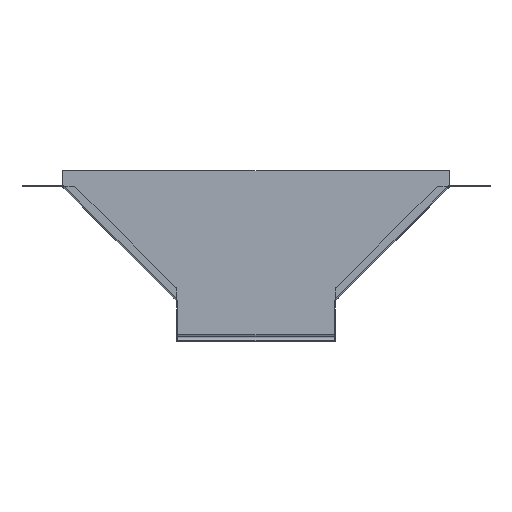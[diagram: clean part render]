
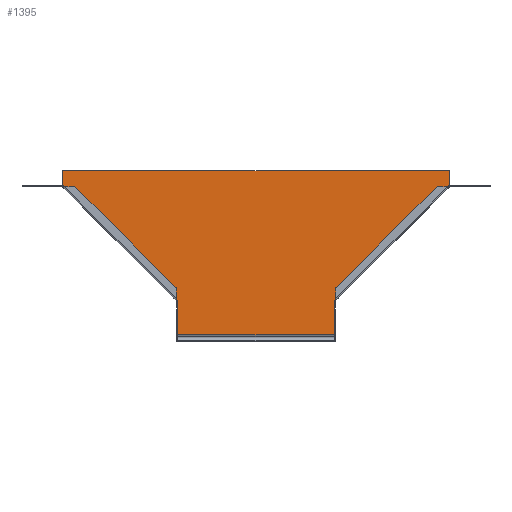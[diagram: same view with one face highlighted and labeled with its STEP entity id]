
A CAD part, front view. The second image highlights one B-rep face of the part: STEP entity #1395.
In plain terms, the highlighted planar face has unit normal (0, -1, 0).
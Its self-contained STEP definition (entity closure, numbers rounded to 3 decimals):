
#103 = EDGE_LOOP ( 'NONE', ( #1005, #2113, #2672, #963, #1450, #2400, #1192, #1125 ) ) ;
#114 = DIRECTION ( 'NONE',  ( 0., 0., -1. ) ) ;
#192 = CARTESIAN_POINT ( 'NONE',  ( 480., -2., 305.169 ) ) ;
#193 = AXIS2_PLACEMENT_3D ( 'NONE', #703, #2726, #602 ) ;
#283 = VECTOR ( 'NONE', #913, 1000. ) ;
#298 = CARTESIAN_POINT ( 'NONE',  ( -480., -2., 340.169 ) ) ;
#324 = VERTEX_POINT ( 'NONE', #1045 ) ;
#365 = CARTESIAN_POINT ( 'NONE',  ( -194., -2., -67.181 ) ) ;
#388 = VECTOR ( 'NONE', #2310, 1000. ) ;
#476 = LINE ( 'NONE', #2854, #1942 ) ;
#517 = EDGE_CURVE ( 'NONE', #2599, #1340, #476, .T. ) ;
#523 = DIRECTION ( 'NONE',  ( 0., 0., 1. ) ) ;
#532 = LINE ( 'NONE', #298, #723 ) ;
#602 = DIRECTION ( 'NONE',  ( 0., 0., -1. ) ) ;
#616 = LINE ( 'NONE', #2797, #785 ) ;
#659 = CARTESIAN_POINT ( 'NONE',  ( 480., -2., 340.169 ) ) ;
#703 = CARTESIAN_POINT ( 'NONE',  ( 0., -2., 0. ) ) ;
#723 = VECTOR ( 'NONE', #808, 1000. ) ;
#728 = EDGE_CURVE ( 'NONE', #849, #1131, #2933, .T. ) ;
#785 = VECTOR ( 'NONE', #114, 1000. ) ;
#808 = DIRECTION ( 'NONE',  ( 0., 0., -1. ) ) ;
#812 = CARTESIAN_POINT ( 'NONE',  ( -480., -2., 340.169 ) ) ;
#816 = EDGE_CURVE ( 'NONE', #1131, #2599, #616, .T. ) ;
#849 = VERTEX_POINT ( 'NONE', #2304 ) ;
#863 = VECTOR ( 'NONE', #523, 1000. ) ;
#897 = LINE ( 'NONE', #1629, #283 ) ;
#913 = DIRECTION ( 'NONE',  ( 0., 0., 1. ) ) ;
#963 = ORIENTED_EDGE ( 'NONE', *, *, #2592, .T. ) ;
#1005 = ORIENTED_EDGE ( 'NONE', *, *, #2445, .F. ) ;
#1045 = CARTESIAN_POINT ( 'NONE',  ( -480., -2., 305.169 ) ) ;
#1113 = CARTESIAN_POINT ( 'NONE',  ( -194., -2., 19.169 ) ) ;
#1125 = ORIENTED_EDGE ( 'NONE', *, *, #1920, .T. ) ;
#1131 = VERTEX_POINT ( 'NONE', #659 ) ;
#1163 = FACE_OUTER_BOUND ( 'NONE', #103, .T. ) ;
#1192 = ORIENTED_EDGE ( 'NONE', *, *, #728, .F. ) ;
#1340 = VERTEX_POINT ( 'NONE', #1589 ) ;
#1395 = ADVANCED_FACE ( 'NONE', ( #1163 ), #3083, .T. ) ;
#1401 = VERTEX_POINT ( 'NONE', #1113 ) ;
#1450 = ORIENTED_EDGE ( 'NONE', *, *, #517, .F. ) ;
#1459 = DIRECTION ( 'NONE',  ( -0.707, 0., -0.707 ) ) ;
#1544 = CARTESIAN_POINT ( 'NONE',  ( 194., -2., -67.181 ) ) ;
#1589 = CARTESIAN_POINT ( 'NONE',  ( 194., -2., 19.169 ) ) ;
#1598 = EDGE_CURVE ( 'NONE', #2234, #1401, #2405, .T. ) ;
#1629 = CARTESIAN_POINT ( 'NONE',  ( 194., -2., -67.181 ) ) ;
#1693 = DIRECTION ( 'NONE',  ( -1., 0., 0. ) ) ;
#1834 = LINE ( 'NONE', #2721, #388 ) ;
#1920 = EDGE_CURVE ( 'NONE', #849, #324, #532, .T. ) ;
#1942 = VECTOR ( 'NONE', #1459, 1000. ) ;
#2009 = VECTOR ( 'NONE', #1693, 1000. ) ;
#2093 = VERTEX_POINT ( 'NONE', #1544 ) ;
#2113 = ORIENTED_EDGE ( 'NONE', *, *, #1598, .F. ) ;
#2208 = CARTESIAN_POINT ( 'NONE',  ( 194., -2., -67.181 ) ) ;
#2234 = VERTEX_POINT ( 'NONE', #365 ) ;
#2237 = DIRECTION ( 'NONE',  ( 1., 0., 0. ) ) ;
#2304 = CARTESIAN_POINT ( 'NONE',  ( -480., -2., 340.169 ) ) ;
#2310 = DIRECTION ( 'NONE',  ( -0.707, 0., 0.707 ) ) ;
#2400 = ORIENTED_EDGE ( 'NONE', *, *, #816, .F. ) ;
#2405 = LINE ( 'NONE', #2654, #863 ) ;
#2445 = EDGE_CURVE ( 'NONE', #1401, #324, #1834, .T. ) ;
#2592 = EDGE_CURVE ( 'NONE', #2093, #1340, #897, .T. ) ;
#2599 = VERTEX_POINT ( 'NONE', #192 ) ;
#2654 = CARTESIAN_POINT ( 'NONE',  ( -194., -2., -67.181 ) ) ;
#2672 = ORIENTED_EDGE ( 'NONE', *, *, #3000, .F. ) ;
#2721 = CARTESIAN_POINT ( 'NONE',  ( -194., -2., 19.169 ) ) ;
#2726 = DIRECTION ( 'NONE',  ( 0., -1., 0. ) ) ;
#2797 = CARTESIAN_POINT ( 'NONE',  ( 480., -2., 340.169 ) ) ;
#2851 = LINE ( 'NONE', #2208, #2009 ) ;
#2854 = CARTESIAN_POINT ( 'NONE',  ( 194., -2., 19.169 ) ) ;
#2933 = LINE ( 'NONE', #812, #3034 ) ;
#3000 = EDGE_CURVE ( 'NONE', #2093, #2234, #2851, .T. ) ;
#3034 = VECTOR ( 'NONE', #2237, 1000. ) ;
#3083 = PLANE ( 'NONE',  #193 ) ;
